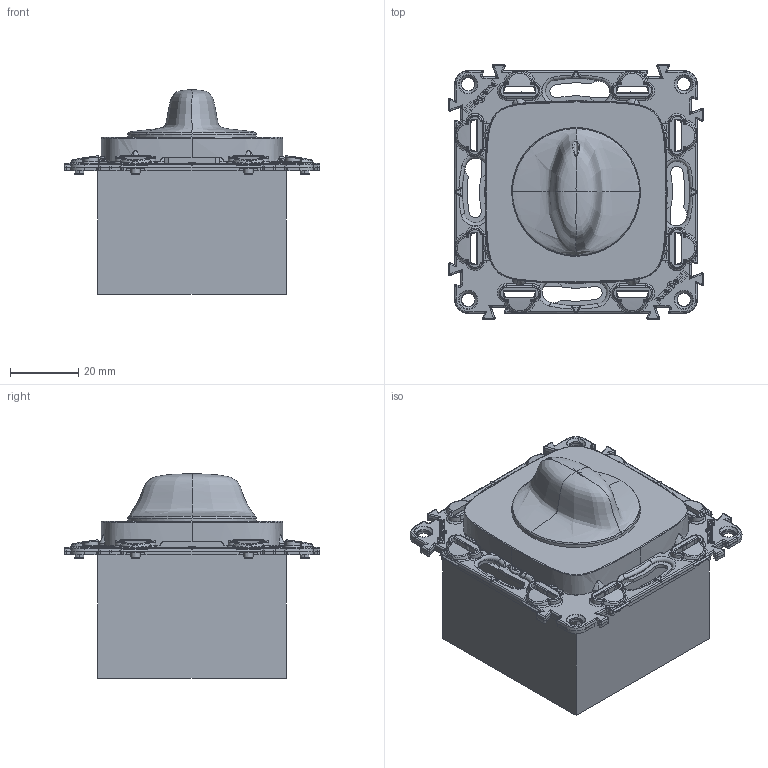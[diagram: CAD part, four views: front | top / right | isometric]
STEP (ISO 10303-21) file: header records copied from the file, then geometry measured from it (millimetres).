
FILE_DESCRIPTION(('CATIA V5 STEP Exchange','CAx-IF Rec.Pracs.--- Model Styling and Organization---1.4--- 2014-01-23'),'2;1');
FILE_NAME('755175_AllCATPart.stp','2020-02-24T14:53:03+00:00',('none'),('none'),'CATIA Version 5-6 Release 2017 SP3','CATIA V5 STEP AP214','none');
FILE_SCHEMA(('AUTOMOTIVE_DESIGN { 1 0 10303 214 1 1 1 1 }'));
Products named in the file (1): 755175_AllCATPart
Bounding box: 74.7 x 74.7 x 59.67 mm (x, y, z)
Volume: 129472.4 mm3; surface area: 40147.7 mm2
Topology: 1 solids, 10 shells, 9088 faces, 26078 edges, 17042 vertices
Faces by surface type: plane 7296, cylinder 717, bspline 486, cone 342, torus 189, sphere 42, extrusion 16
Entity records: 328082 total; most frequent: CARTESIAN_POINT 95059, ORIENTED_EDGE 51956, DIRECTION 37728, EDGE_CURVE 25978, VECTOR 21123, LINE 21107, VERTEX_POINT 17042, EDGE_LOOP 9352
